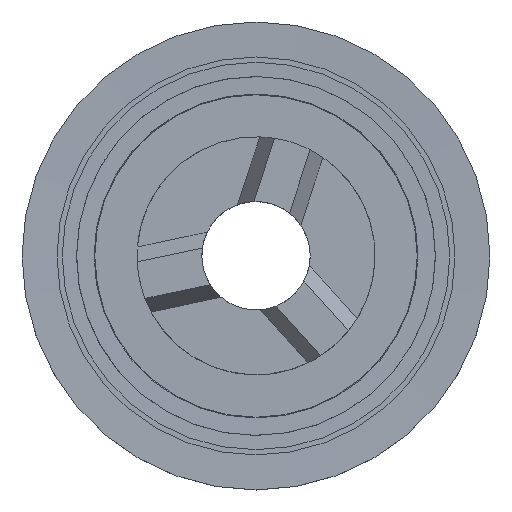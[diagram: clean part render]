
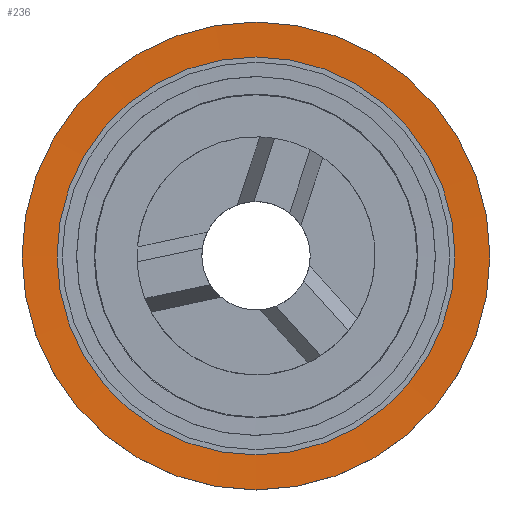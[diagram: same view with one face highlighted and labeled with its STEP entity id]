
A CAD part, top view. The second image highlights one B-rep face of the part: STEP entity #236.
In plain terms, the highlighted conical face has half-angle 88.6 degrees and reference radius 8.85 mm.
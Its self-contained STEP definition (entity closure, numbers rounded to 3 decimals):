
#236=ADVANCED_FACE('',(#295,#296),#287,.F.);
#287=CONICAL_SURFACE('',#912,8.85,88.6);
#295=FACE_BOUND('',#327,.T.);
#296=FACE_BOUND('',#328,.T.);
#327=EDGE_LOOP('',(#395));
#328=EDGE_LOOP('',(#396));
#395=ORIENTED_EDGE('',*,*,#691,.T.);
#396=ORIENTED_EDGE('',*,*,#690,.F.);
#615=VERTEX_POINT('',#1293);
#616=VERTEX_POINT('',#1296);
#690=EDGE_CURVE('',#615,#615,#801,.T.);
#691=EDGE_CURVE('',#616,#616,#802,.T.);
#801=CIRCLE('',#909,8.85);
#802=CIRCLE('',#911,7.527);
#909=AXIS2_PLACEMENT_3D('',#1292,#1018,#1019);
#911=AXIS2_PLACEMENT_3D('',#1295,#1022,#1023);
#912=AXIS2_PLACEMENT_3D('',#1297,#1024,#1025);
#1018=DIRECTION('',(0.,0.,-1.));
#1019=DIRECTION('',(-1.,0.,0.));
#1022=DIRECTION('',(0.,0.,-1.));
#1023=DIRECTION('',(-1.,0.,0.));
#1024=DIRECTION('',(0.,0.,1.));
#1025=DIRECTION('',(1.,0.,0.));
#1292=CARTESIAN_POINT('',(0.,0.,-4.34));
#1293=CARTESIAN_POINT('',(-8.85,0.,-4.34));
#1295=CARTESIAN_POINT('',(0.,0.,-4.372));
#1296=CARTESIAN_POINT('',(-7.527,0.,-4.372));
#1297=CARTESIAN_POINT('',(0.,0.,-4.34));
